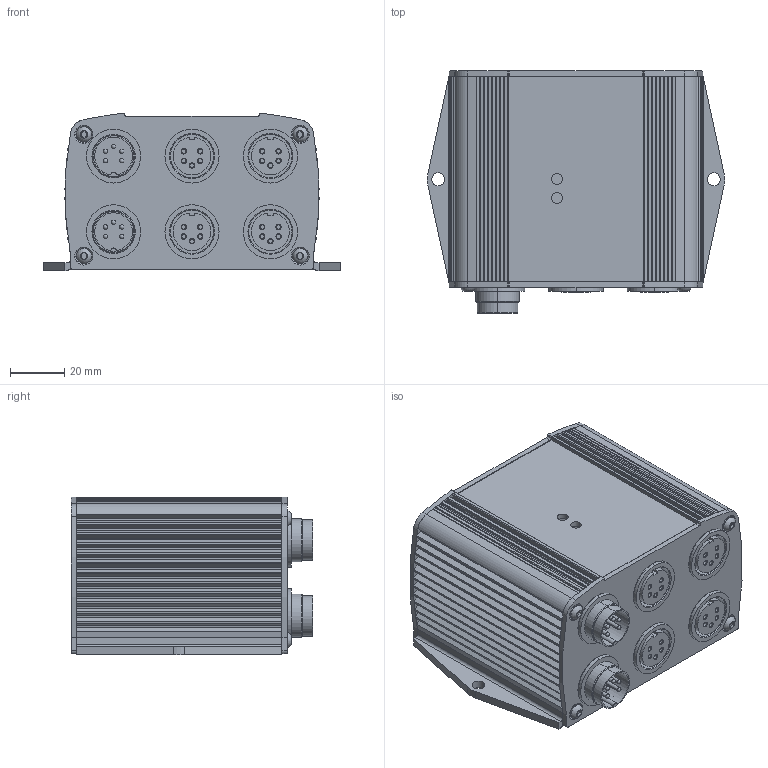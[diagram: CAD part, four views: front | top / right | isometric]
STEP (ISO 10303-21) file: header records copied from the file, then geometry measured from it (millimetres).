
FILE_DESCRIPTION((''),'2;1');
FILE_NAME('110511.2.stp','2015-07-23T14:51:50',(''),(''),'Mechanical Desktop 2009','Mechanical Desktop 2009',', , ');
FILE_SCHEMA(('CONFIG_CONTROL_DESIGN'));
Length unit declared in the file: millimetre
Products named in the file (20): E1105112; E1105116A; E1105116; EINPRESSGEWINDEBOLZEN_M4X10AA; EINPRESSGEWINDEBOLZEN_M4X10; FLANSCHSTECKER_09-0115-00-05A; FLANSCHSTECKER_09-0115-00-05; FLANSCHDOSE_09-0116-00-05; FLANSCHDOSE_09-0116-00-05A; E1105118A; E1105118; E1105119; E1105119A; SENKSCHRAUBE_I-6KT_M3X6A; SENKSCHRAUBE_I-6KT_M3X6; E1109281A; E1109281; DINA4V; EINPRESSGEWINDEBOLZEN_M4X10A; RM_SDB
Assembly tree (32 placements, depth 4):
  E1105112
    E1105116A
      E1105116
      EINPRESSGEWINDEBOLZEN_M4X10AA
        EINPRESSGEWINDEBOLZEN_M4X10
    FLANSCHSTECKER_09-0115-00-05A  x2
      FLANSCHSTECKER_09-0115-00-05
    FLANSCHDOSE_09-0116-00-05  x4
      FLANSCHDOSE_09-0116-00-05A
    E1105118A
      E1105118
    E1105119
      E1105119A
    SENKSCHRAUBE_I-6KT_M3X6A  x4
      SENKSCHRAUBE_I-6KT_M3X6
    E1109281A  x4
      E1109281
      DINA4V
    EINPRESSGEWINDEBOLZEN_M4X10A
      EINPRESSGEWINDEBOLZEN_M4X10
    RM_SDB  x3
Bounding box: 109.95 x 89.5 x 58.4 mm (x, y, z)
Volume: 101806.1 mm3; surface area: 89375.8 mm2
Topology: 19 solids, 19 shells, 1113 faces, 2717 edges, 1734 vertices
Faces by surface type: cylinder 489, plane 426, cone 162, torus 20, sphere 14, bspline 2
Entity records: 20754 total; most frequent: DIRECTION 3763, CARTESIAN_POINT 3524, ORIENTED_EDGE 3404, EDGE_CURVE 1702, AXIS2_PLACEMENT_3D 1377, VERTEX_POINT 1111, VECTOR 1009, LINE 1009
